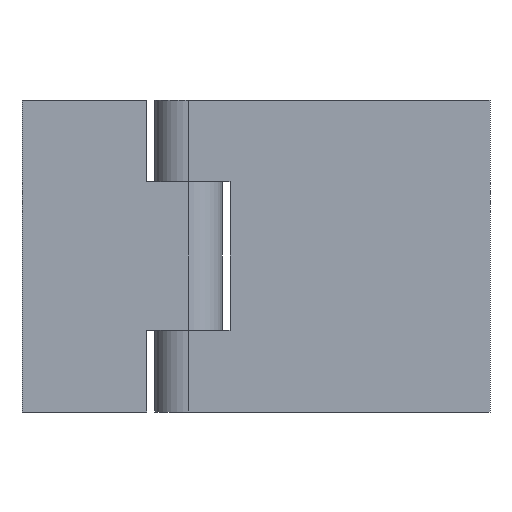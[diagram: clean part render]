
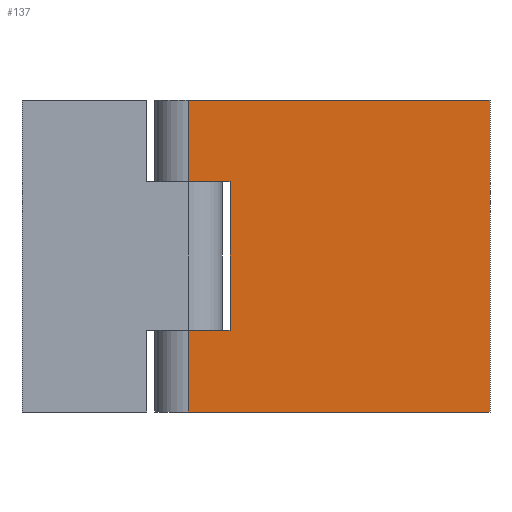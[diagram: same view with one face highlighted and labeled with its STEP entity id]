
A CAD part, front view. The second image highlights one B-rep face of the part: STEP entity #137.
In plain terms, the highlighted planar face has unit normal (0, -1, 0).
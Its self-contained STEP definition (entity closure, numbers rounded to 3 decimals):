
#14 = EDGE_CURVE ( 'NONE', #81, #31, #256, .T. ) ;
#16 = EDGE_CURVE ( 'NONE', #1406, #146, #247, .T. ) ;
#20 = EDGE_CURVE ( 'NONE', #146, #31, #242, .T. ) ;
#22 = ORIENTED_EDGE ( 'NONE', *, *, #16, .F. ) ;
#30 = ORIENTED_EDGE ( 'NONE', *, *, #71, .T. ) ;
#31 = VERTEX_POINT ( 'NONE', #294 ) ;
#33 = EDGE_CURVE ( 'NONE', #1397, #133, #289, .T. ) ;
#61 = VERTEX_POINT ( 'NONE', #317 ) ;
#71 = EDGE_CURVE ( 'NONE', #1406, #1397, #301, .T. ) ;
#74 = EDGE_CURVE ( 'NONE', #61, #81, #356, .T. ) ;
#81 = VERTEX_POINT ( 'NONE', #340 ) ;
#124 = ORIENTED_EDGE ( 'NONE', *, *, #20, .F. ) ;
#125 = ORIENTED_EDGE ( 'NONE', *, *, #14, .T. ) ;
#127 = ORIENTED_EDGE ( 'NONE', *, *, #74, .T. ) ;
#128 = EDGE_LOOP ( 'NONE', ( #129, #132, #127, #125, #124, #22, #30, #1393 ) ) ;
#129 = ORIENTED_EDGE ( 'NONE', *, *, #130, .T. ) ;
#130 = EDGE_CURVE ( 'NONE', #133, #131, #441, .T. ) ;
#131 = VERTEX_POINT ( 'NONE', #437 ) ;
#132 = ORIENTED_EDGE ( 'NONE', *, *, #134, .T. ) ;
#133 = VERTEX_POINT ( 'NONE', #436 ) ;
#134 = EDGE_CURVE ( 'NONE', #131, #61, #435, .T. ) ;
#137 = ADVANCED_FACE ( 'NONE', ( #426 ), #424, .F. ) ;
#146 = VERTEX_POINT ( 'NONE', #469 ) ;
#239 = DIRECTION ( 'NONE',  ( 0., 0., -1. ) ) ;
#240 = VECTOR ( 'NONE', #239, 1000. ) ;
#241 = CARTESIAN_POINT ( 'NONE',  ( 29., -3.25, 15. ) ) ;
#242 = LINE ( 'NONE', #241, #240 ) ;
#244 = DIRECTION ( 'NONE',  ( 1., 0., 0. ) ) ;
#245 = VECTOR ( 'NONE', #244, 1000. ) ;
#246 = CARTESIAN_POINT ( 'NONE',  ( 0., -3.25, 15. ) ) ;
#247 = LINE ( 'NONE', #246, #245 ) ;
#248 = DIRECTION ( 'NONE',  ( 1., 0., 0. ) ) ;
#249 = VECTOR ( 'NONE', #248, 1000. ) ;
#250 = CARTESIAN_POINT ( 'NONE',  ( 0., -3.25, -15. ) ) ;
#256 = LINE ( 'NONE', #250, #249 ) ;
#286 = DIRECTION ( 'NONE',  ( 1., 0., 0. ) ) ;
#287 = VECTOR ( 'NONE', #286, 1000. ) ;
#288 = CARTESIAN_POINT ( 'NONE',  ( 0., -3.25, 7.15 ) ) ;
#289 = LINE ( 'NONE', #288, #287 ) ;
#294 = CARTESIAN_POINT ( 'NONE',  ( 29., -3.25, -15. ) ) ;
#298 = DIRECTION ( 'NONE',  ( 0., 0., -1. ) ) ;
#299 = VECTOR ( 'NONE', #298, 1000. ) ;
#300 = CARTESIAN_POINT ( 'NONE',  ( 0., -3.25, 15. ) ) ;
#301 = LINE ( 'NONE', #300, #299 ) ;
#317 = CARTESIAN_POINT ( 'NONE',  ( 0., -3.25, -7.15 ) ) ;
#340 = CARTESIAN_POINT ( 'NONE',  ( 0., -3.25, -15. ) ) ;
#353 = DIRECTION ( 'NONE',  ( 0., 0., -1. ) ) ;
#354 = VECTOR ( 'NONE', #353, 1000. ) ;
#355 = CARTESIAN_POINT ( 'NONE',  ( 0., -3.25, 15. ) ) ;
#356 = LINE ( 'NONE', #355, #354 ) ;
#422 = CARTESIAN_POINT ( 'NONE',  ( 0., -3.25, 15. ) ) ;
#423 = AXIS2_PLACEMENT_3D ( 'NONE', #422, #487, #486 ) ;
#424 = PLANE ( 'NONE',  #423 ) ;
#426 = FACE_OUTER_BOUND ( 'NONE', #128, .T. ) ;
#432 = DIRECTION ( 'NONE',  ( -1., 0., 0. ) ) ;
#433 = VECTOR ( 'NONE', #432, 1000. ) ;
#434 = CARTESIAN_POINT ( 'NONE',  ( 0., -3.25, -7.15 ) ) ;
#435 = LINE ( 'NONE', #434, #433 ) ;
#436 = CARTESIAN_POINT ( 'NONE',  ( 4., -3.25, 7.15 ) ) ;
#437 = CARTESIAN_POINT ( 'NONE',  ( 4., -3.25, -7.15 ) ) ;
#438 = DIRECTION ( 'NONE',  ( 0., 0., -1. ) ) ;
#439 = VECTOR ( 'NONE', #438, 1000. ) ;
#440 = CARTESIAN_POINT ( 'NONE',  ( 4., -3.25, 15. ) ) ;
#441 = LINE ( 'NONE', #440, #439 ) ;
#469 = CARTESIAN_POINT ( 'NONE',  ( 29., -3.25, 15. ) ) ;
#486 = DIRECTION ( 'NONE',  ( -1., 0., 0. ) ) ;
#487 = DIRECTION ( 'NONE',  ( 0., 1., 0. ) ) ;
#747 = CARTESIAN_POINT ( 'NONE',  ( 0., -3.25, 7.15 ) ) ;
#793 = CARTESIAN_POINT ( 'NONE',  ( 0., -3.25, 15. ) ) ;
#1393 = ORIENTED_EDGE ( 'NONE', *, *, #33, .T. ) ;
#1397 = VERTEX_POINT ( 'NONE', #747 ) ;
#1406 = VERTEX_POINT ( 'NONE', #793 ) ;
